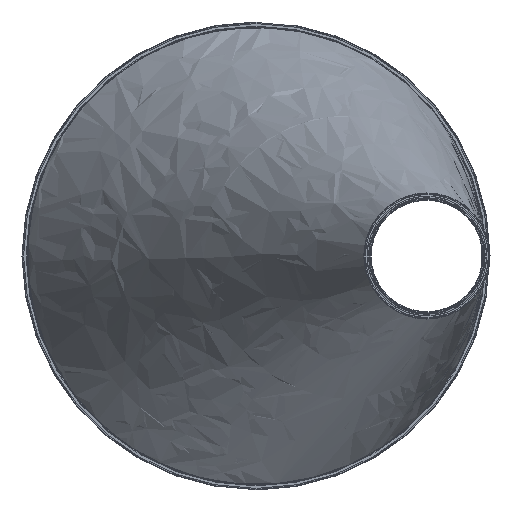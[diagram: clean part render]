
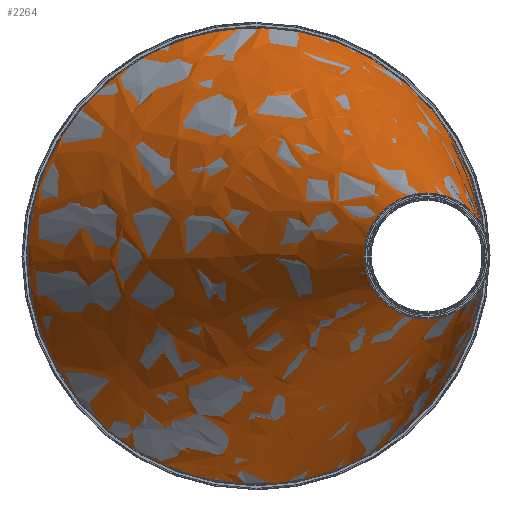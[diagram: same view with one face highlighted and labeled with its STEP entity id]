
A CAD part, left-side view. The second image highlights one B-rep face of the part: STEP entity #2264.
In plain terms, the highlighted free-form (B-spline) face has degree [1, 2] with [2, 9] control points.
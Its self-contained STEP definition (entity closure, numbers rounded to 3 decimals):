
#11=(
BOUNDED_SURFACE()
B_SPLINE_SURFACE(1,2,((#4062,#4063,#4064,#4065,#4066,#4067,#4068,#4069,
#4070),(#4071,#4072,#4073,#4074,#4075,#4076,#4077,#4078,#4079)),
 .UNSPECIFIED.,.F.,.T.,.F.)
B_SPLINE_SURFACE_WITH_KNOTS((2,2),(3,2,2,2,3),(-0.304,2.554),
(-3.142,-1.571,0.,1.571,3.142),
 .UNSPECIFIED.)
GEOMETRIC_REPRESENTATION_ITEM()
RATIONAL_B_SPLINE_SURFACE(((1.,0.707,1.,0.707,1.,
0.707,1.,0.707,1.),(1.,0.707,1.,0.707,
1.,0.707,1.,0.707,1.)))
REPRESENTATION_ITEM('')
SURFACE()
);
#22=B_SPLINE_CURVE_WITH_KNOTS('',1,(#4080,#4081),.UNSPECIFIED.,.F.,.F.,
(2,2),(-2.484,-0.027),.UNSPECIFIED.);
#280=FACE_OUTER_BOUND('',#468,.T.);
#468=EDGE_LOOP('',(#1676,#1677,#1678,#1679,#1680,#1681,#1682));
#631=CIRCLE('',#2493,79.5);
#632=CIRCLE('',#2494,79.5);
#633=CIRCLE('',#2495,79.5);
#640=CIRCLE('',#2508,314.35);
#641=CIRCLE('',#2509,314.35);
#1013=VERTEX_POINT('',#3713);
#1014=VERTEX_POINT('',#3714);
#1015=VERTEX_POINT('',#3716);
#1023=VERTEX_POINT('',#3843);
#1024=VERTEX_POINT('',#3844);
#1233=EDGE_CURVE('',#1013,#1014,#631,.T.);
#1234=EDGE_CURVE('',#1014,#1015,#632,.T.);
#1235=EDGE_CURVE('',#1015,#1013,#633,.T.);
#1245=EDGE_CURVE('',#1023,#1024,#640,.T.);
#1246=EDGE_CURVE('',#1024,#1023,#641,.T.);
#1255=EDGE_CURVE('',#1014,#1024,#22,.T.);
#1676=ORIENTED_EDGE('',*,*,#1235,.T.);
#1677=ORIENTED_EDGE('',*,*,#1233,.T.);
#1678=ORIENTED_EDGE('',*,*,#1255,.T.);
#1679=ORIENTED_EDGE('',*,*,#1246,.T.);
#1680=ORIENTED_EDGE('',*,*,#1245,.T.);
#1681=ORIENTED_EDGE('',*,*,#1255,.F.);
#1682=ORIENTED_EDGE('',*,*,#1234,.T.);
#2264=ADVANCED_FACE('',(#280),#11,.F.);
#2493=AXIS2_PLACEMENT_3D('',#3715,#3026,#3027);
#2494=AXIS2_PLACEMENT_3D('',#3717,#3028,#3029);
#2495=AXIS2_PLACEMENT_3D('',#3718,#3030,#3031);
#2508=AXIS2_PLACEMENT_3D('',#3845,#3057,#3058);
#2509=AXIS2_PLACEMENT_3D('',#3846,#3059,#3060);
#3026=DIRECTION('center_axis',(0.,0.,-1.));
#3027=DIRECTION('ref_axis',(1.,0.,0.));
#3028=DIRECTION('center_axis',(0.,0.,-1.));
#3029=DIRECTION('ref_axis',(1.,0.,0.));
#3030=DIRECTION('center_axis',(0.,0.,-1.));
#3031=DIRECTION('ref_axis',(1.,0.,0.));
#3057=DIRECTION('center_axis',(0.,0.,1.));
#3058=DIRECTION('ref_axis',(1.,0.,0.));
#3059=DIRECTION('center_axis',(0.,0.,1.));
#3060=DIRECTION('ref_axis',(1.,0.,0.));
#3713=CARTESIAN_POINT('',(-79.5,0.,0.));
#3714=CARTESIAN_POINT('',(-7.229,79.171,0.));
#3715=CARTESIAN_POINT('Origin',(0.,0.,0.));
#3716=CARTESIAN_POINT('',(79.5,0.,0.));
#3717=CARTESIAN_POINT('Origin',(0.,0.,0.));
#3718=CARTESIAN_POINT('Origin',(0.,0.,0.));
#3843=CARTESIAN_POINT('',(-79.5,0.,-708.));
#3844=CARTESIAN_POINT('',(206.266,313.048,-708.));
#3845=CARTESIAN_POINT('Origin',(234.85,0.,-708.));
#3846=CARTESIAN_POINT('Origin',(234.85,0.,-708.));
#4062=CARTESIAN_POINT('Ctrl Pts',(235.061,344.592,-803.491));
#4063=CARTESIAN_POINT('Ctrl Pts',(-79.5,344.592,-898.345));
#4064=CARTESIAN_POINT('Ctrl Pts',(-79.5,0.,
-898.345));
#4065=CARTESIAN_POINT('Ctrl Pts',(-79.5,-344.592,-898.345));
#4066=CARTESIAN_POINT('Ctrl Pts',(235.061,-344.592,-803.491));
#4067=CARTESIAN_POINT('Ctrl Pts',(549.622,-344.592,-708.636));
#4068=CARTESIAN_POINT('Ctrl Pts',(549.622,0.,
-708.636));
#4069=CARTESIAN_POINT('Ctrl Pts',(549.622,344.592,-708.636));
#4070=CARTESIAN_POINT('Ctrl Pts',(235.061,344.592,-803.491));
#4071=CARTESIAN_POINT('Ctrl Pts',(-13.253,72.572,19.977));
#4072=CARTESIAN_POINT('Ctrl Pts',(-79.5,72.572,0.));
#4073=CARTESIAN_POINT('Ctrl Pts',(-79.5,0.,
0.));
#4074=CARTESIAN_POINT('Ctrl Pts',(-79.5,-72.572,0.));
#4075=CARTESIAN_POINT('Ctrl Pts',(-13.253,-72.572,19.977));
#4076=CARTESIAN_POINT('Ctrl Pts',(52.994,-72.572,39.953));
#4077=CARTESIAN_POINT('Ctrl Pts',(52.994,0.,
39.953));
#4078=CARTESIAN_POINT('Ctrl Pts',(52.994,72.572,39.953));
#4079=CARTESIAN_POINT('Ctrl Pts',(-13.253,72.572,19.977));
#4080=CARTESIAN_POINT('Ctrl Pts',(-7.229,79.171,0.));
#4081=CARTESIAN_POINT('Ctrl Pts',(206.266,313.048,-708.));
